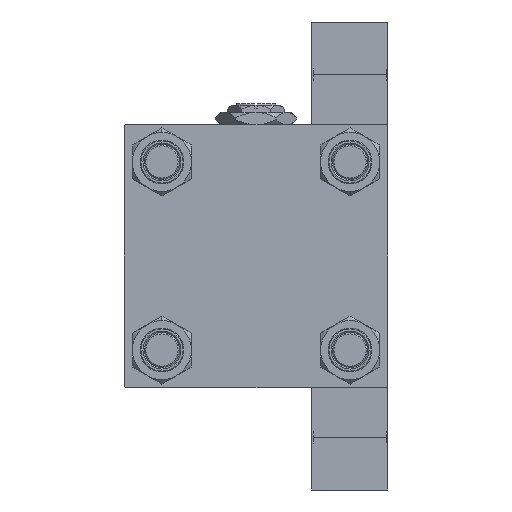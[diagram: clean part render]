
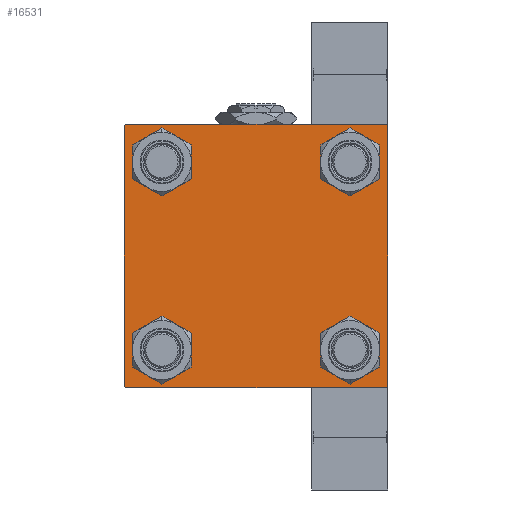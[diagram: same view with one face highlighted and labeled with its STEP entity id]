
A CAD part, left-side view. The second image highlights one B-rep face of the part: STEP entity #16531.
In plain terms, the highlighted planar face has unit normal (-1, 0, 0).
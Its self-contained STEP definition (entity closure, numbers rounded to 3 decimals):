
#32 = DIRECTION ( 'NONE',  ( 0., 0., 1. ) ) ;
#816 = DIRECTION ( 'NONE',  ( 0., 0., 1. ) ) ;
#1056 = VERTEX_POINT ( 'NONE', #48835 ) ;
#1787 = DIRECTION ( 'NONE',  ( 0., 0., 1. ) ) ;
#1864 = ORIENTED_EDGE ( 'NONE', *, *, #29670, .T. ) ;
#2432 = DIRECTION ( 'NONE',  ( 0., 0., 1. ) ) ;
#3468 = AXIS2_PLACEMENT_3D ( 'NONE', #37079, #26515, #1787 ) ;
#3684 = ORIENTED_EDGE ( 'NONE', *, *, #12085, .T. ) ;
#4247 = CARTESIAN_POINT ( 'NONE',  ( 0., 45., 45. ) ) ;
#4655 = EDGE_LOOP ( 'NONE', ( #43985, #23409, #8351, #25697, #43455, #33797, #33878, #40760 ) ) ;
#4669 = PLANE ( 'NONE',  #25673 ) ;
#4835 = CARTESIAN_POINT ( 'NONE',  ( 0., 45., 44.5 ) ) ;
#5203 = EDGE_LOOP ( 'NONE', ( #35728, #13189 ) ) ;
#5238 = EDGE_CURVE ( 'NONE', #36543, #19541, #5317, .T. ) ;
#5317 = LINE ( 'NONE', #49125, #27028 ) ;
#5712 = VECTOR ( 'NONE', #15021, 1000. ) ;
#5926 = AXIS2_PLACEMENT_3D ( 'NONE', #30395, #26276, #49716 ) ;
#7686 = EDGE_CURVE ( 'NONE', #43730, #27404, #26884, .T. ) ;
#8351 = ORIENTED_EDGE ( 'NONE', *, *, #17193, .T. ) ;
#8589 = LINE ( 'NONE', #39773, #18438 ) ;
#8618 = DIRECTION ( 'NONE',  ( 0., -1., 0. ) ) ;
#8666 = LINE ( 'NONE', #24395, #41282 ) ;
#8884 = AXIS2_PLACEMENT_3D ( 'NONE', #49337, #29767, #2432 ) ;
#10284 = CARTESIAN_POINT ( 'NONE',  ( 0., -32.15, -38.65 ) ) ;
#10551 = AXIS2_PLACEMENT_3D ( 'NONE', #17922, #46497, #14058 ) ;
#11434 = VERTEX_POINT ( 'NONE', #18208 ) ;
#11952 = CARTESIAN_POINT ( 'NONE',  ( 0., 44.5, -45. ) ) ;
#11964 = DIRECTION ( 'NONE',  ( 0., 0.707, -0.707 ) ) ;
#12085 = EDGE_CURVE ( 'NONE', #36004, #39110, #26453, .T. ) ;
#12129 = CARTESIAN_POINT ( 'NONE',  ( 0., -32.15, 32.15 ) ) ;
#12199 = CARTESIAN_POINT ( 'NONE',  ( 0., 32.15, -25.65 ) ) ;
#12750 = EDGE_LOOP ( 'NONE', ( #3684, #1864 ) ) ;
#13169 = FACE_BOUND ( 'NONE', #30530, .T. ) ;
#13189 = ORIENTED_EDGE ( 'NONE', *, *, #39999, .T. ) ;
#13593 = EDGE_CURVE ( 'NONE', #24192, #44258, #14990, .T. ) ;
#13718 = EDGE_CURVE ( 'NONE', #20060, #37383, #15859, .T. ) ;
#14058 = DIRECTION ( 'NONE',  ( 0., 0., 1. ) ) ;
#14073 = CARTESIAN_POINT ( 'NONE',  ( 0., -45., 45. ) ) ;
#14990 = CIRCLE ( 'NONE', #3468, 6.5 ) ;
#15021 = DIRECTION ( 'NONE',  ( 0., -0.707, 0.707 ) ) ;
#15219 = DIRECTION ( 'NONE',  ( 0., 0., 1. ) ) ;
#15728 = DIRECTION ( 'NONE',  ( 1., 0., 0. ) ) ;
#15834 = LINE ( 'NONE', #16342, #36435 ) ;
#15859 = LINE ( 'NONE', #4247, #18268 ) ;
#16246 = CARTESIAN_POINT ( 'NONE',  ( 0., 32.15, -38.65 ) ) ;
#16342 = CARTESIAN_POINT ( 'NONE',  ( 0., 44.75, 44.75 ) ) ;
#16531 = ADVANCED_FACE ( 'NONE', ( #36116, #20652, #47712, #13169, #40220 ), #4669, .T. ) ;
#16597 = CARTESIAN_POINT ( 'NONE',  ( 0., -32.15, -25.65 ) ) ;
#16975 = CARTESIAN_POINT ( 'NONE',  ( 0., 32.15, 25.65 ) ) ;
#17193 = EDGE_CURVE ( 'NONE', #18661, #43730, #8666, .T. ) ;
#17922 = CARTESIAN_POINT ( 'NONE',  ( 0., 32.15, 32.15 ) ) ;
#18208 = CARTESIAN_POINT ( 'NONE',  ( 0., 32.15, 38.65 ) ) ;
#18268 = VECTOR ( 'NONE', #8618, 1000. ) ;
#18438 = VECTOR ( 'NONE', #32550, 1000. ) ;
#18661 = VERTEX_POINT ( 'NONE', #11952 ) ;
#19541 = VERTEX_POINT ( 'NONE', #22239 ) ;
#19590 = CARTESIAN_POINT ( 'NONE',  ( 0., 32.15, -32.15 ) ) ;
#20060 = VERTEX_POINT ( 'NONE', #36042 ) ;
#20652 = FACE_BOUND ( 'NONE', #26982, .T. ) ;
#21104 = CIRCLE ( 'NONE', #44984, 6.5 ) ;
#22239 = CARTESIAN_POINT ( 'NONE',  ( 0., 45., -44.5 ) ) ;
#22684 = CARTESIAN_POINT ( 'NONE',  ( 0., -45., -44.5 ) ) ;
#23094 = VECTOR ( 'NONE', #29543, 1000. ) ;
#23225 = AXIS2_PLACEMENT_3D ( 'NONE', #12129, #24743, #32 ) ;
#23409 = ORIENTED_EDGE ( 'NONE', *, *, #28603, .T. ) ;
#24192 = VERTEX_POINT ( 'NONE', #10284 ) ;
#24266 = DIRECTION ( 'NONE',  ( -1., 0., 0. ) ) ;
#24395 = CARTESIAN_POINT ( 'NONE',  ( 0., 45., -45. ) ) ;
#24743 = DIRECTION ( 'NONE',  ( 1., 0., 0. ) ) ;
#25225 = DIRECTION ( 'NONE',  ( 0., -0.707, -0.707 ) ) ;
#25673 = AXIS2_PLACEMENT_3D ( 'NONE', #48220, #24266, #816 ) ;
#25697 = ORIENTED_EDGE ( 'NONE', *, *, #7686, .T. ) ;
#26165 = CIRCLE ( 'NONE', #8884, 6.5 ) ;
#26276 = DIRECTION ( 'NONE',  ( 1., 0., 0. ) ) ;
#26433 = ORIENTED_EDGE ( 'NONE', *, *, #32499, .T. ) ;
#26453 = CIRCLE ( 'NONE', #37951, 6.5 ) ;
#26515 = DIRECTION ( 'NONE',  ( 1., 0., 0. ) ) ;
#26884 = LINE ( 'NONE', #46450, #5712 ) ;
#26982 = EDGE_LOOP ( 'NONE', ( #30299, #27240 ) ) ;
#27028 = VECTOR ( 'NONE', #45515, 1000. ) ;
#27240 = ORIENTED_EDGE ( 'NONE', *, *, #13593, .T. ) ;
#27404 = VERTEX_POINT ( 'NONE', #22684 ) ;
#27947 = EDGE_CURVE ( 'NONE', #30381, #27404, #33398, .T. ) ;
#28537 = DIRECTION ( 'NONE',  ( 0., 0., 1. ) ) ;
#28603 = EDGE_CURVE ( 'NONE', #19541, #18661, #49694, .T. ) ;
#29543 = DIRECTION ( 'NONE',  ( 0., 0., -1. ) ) ;
#29670 = EDGE_CURVE ( 'NONE', #39110, #36004, #21104, .T. ) ;
#29767 = DIRECTION ( 'NONE',  ( 1., 0., 0. ) ) ;
#30299 = ORIENTED_EDGE ( 'NONE', *, *, #40149, .T. ) ;
#30381 = VERTEX_POINT ( 'NONE', #33876 ) ;
#30395 = CARTESIAN_POINT ( 'NONE',  ( 0., -32.15, -32.15 ) ) ;
#30530 = EDGE_LOOP ( 'NONE', ( #31861, #26433 ) ) ;
#31092 = DIRECTION ( 'NONE',  ( 1., 0., 0. ) ) ;
#31861 = ORIENTED_EDGE ( 'NONE', *, *, #34193, .T. ) ;
#32025 = VERTEX_POINT ( 'NONE', #16975 ) ;
#32499 = EDGE_CURVE ( 'NONE', #32025, #11434, #26165, .T. ) ;
#32550 = DIRECTION ( 'NONE',  ( 0., 0.707, 0.707 ) ) ;
#32770 = CIRCLE ( 'NONE', #10551, 6.5 ) ;
#33177 = EDGE_CURVE ( 'NONE', #50560, #1056, #35270, .T. ) ;
#33398 = LINE ( 'NONE', #14073, #23094 ) ;
#33797 = ORIENTED_EDGE ( 'NONE', *, *, #47052, .T. ) ;
#33876 = CARTESIAN_POINT ( 'NONE',  ( 0., -45., 44.5 ) ) ;
#33878 = ORIENTED_EDGE ( 'NONE', *, *, #13718, .F. ) ;
#34193 = EDGE_CURVE ( 'NONE', #11434, #32025, #32770, .T. ) ;
#35048 = VECTOR ( 'NONE', #25225, 1000. ) ;
#35270 = CIRCLE ( 'NONE', #50911, 6.5 ) ;
#35728 = ORIENTED_EDGE ( 'NONE', *, *, #33177, .T. ) ;
#36004 = VERTEX_POINT ( 'NONE', #12199 ) ;
#36042 = CARTESIAN_POINT ( 'NONE',  ( 0., 44.5, 45. ) ) ;
#36116 = FACE_BOUND ( 'NONE', #5203, .T. ) ;
#36435 = VECTOR ( 'NONE', #11964, 1000. ) ;
#36524 = CARTESIAN_POINT ( 'NONE',  ( 0., 32.15, -32.15 ) ) ;
#36543 = VERTEX_POINT ( 'NONE', #4835 ) ;
#37079 = CARTESIAN_POINT ( 'NONE',  ( 0., -32.15, -32.15 ) ) ;
#37383 = VERTEX_POINT ( 'NONE', #39646 ) ;
#37951 = AXIS2_PLACEMENT_3D ( 'NONE', #36524, #44237, #28537 ) ;
#39110 = VERTEX_POINT ( 'NONE', #16246 ) ;
#39310 = CARTESIAN_POINT ( 'NONE',  ( 0., -32.15, 32.15 ) ) ;
#39646 = CARTESIAN_POINT ( 'NONE',  ( 0., -44.5, 45. ) ) ;
#39656 = CIRCLE ( 'NONE', #5926, 6.5 ) ;
#39773 = CARTESIAN_POINT ( 'NONE',  ( 0., -44.75, 44.75 ) ) ;
#39999 = EDGE_CURVE ( 'NONE', #1056, #50560, #46248, .T. ) ;
#40149 = EDGE_CURVE ( 'NONE', #44258, #24192, #39656, .T. ) ;
#40220 = FACE_OUTER_BOUND ( 'NONE', #4655, .T. ) ;
#40604 = DIRECTION ( 'NONE',  ( 0., -1., 0. ) ) ;
#40760 = ORIENTED_EDGE ( 'NONE', *, *, #41163, .T. ) ;
#41163 = EDGE_CURVE ( 'NONE', #20060, #36543, #15834, .T. ) ;
#41282 = VECTOR ( 'NONE', #40604, 1000. ) ;
#43455 = ORIENTED_EDGE ( 'NONE', *, *, #27947, .F. ) ;
#43730 = VERTEX_POINT ( 'NONE', #44065 ) ;
#43947 = DIRECTION ( 'NONE',  ( 0., 0., 1. ) ) ;
#43985 = ORIENTED_EDGE ( 'NONE', *, *, #5238, .T. ) ;
#44065 = CARTESIAN_POINT ( 'NONE',  ( 0., -44.5, -45. ) ) ;
#44237 = DIRECTION ( 'NONE',  ( 1., 0., 0. ) ) ;
#44258 = VERTEX_POINT ( 'NONE', #16597 ) ;
#44801 = CARTESIAN_POINT ( 'NONE',  ( 0., 44.75, -44.75 ) ) ;
#44984 = AXIS2_PLACEMENT_3D ( 'NONE', #19590, #15728, #15219 ) ;
#45515 = DIRECTION ( 'NONE',  ( 0., 0., -1. ) ) ;
#46248 = CIRCLE ( 'NONE', #23225, 6.5 ) ;
#46450 = CARTESIAN_POINT ( 'NONE',  ( 0., -44.75, -44.75 ) ) ;
#46497 = DIRECTION ( 'NONE',  ( 1., 0., 0. ) ) ;
#47052 = EDGE_CURVE ( 'NONE', #30381, #37383, #8589, .T. ) ;
#47338 = CARTESIAN_POINT ( 'NONE',  ( 0., -32.15, 38.65 ) ) ;
#47712 = FACE_BOUND ( 'NONE', #12750, .T. ) ;
#48220 = CARTESIAN_POINT ( 'NONE',  ( 0., 0., 0. ) ) ;
#48835 = CARTESIAN_POINT ( 'NONE',  ( 0., -32.15, 25.65 ) ) ;
#49125 = CARTESIAN_POINT ( 'NONE',  ( 0., 45., 45. ) ) ;
#49337 = CARTESIAN_POINT ( 'NONE',  ( 0., 32.15, 32.15 ) ) ;
#49694 = LINE ( 'NONE', #44801, #35048 ) ;
#49716 = DIRECTION ( 'NONE',  ( 0., 0., 1. ) ) ;
#50560 = VERTEX_POINT ( 'NONE', #47338 ) ;
#50911 = AXIS2_PLACEMENT_3D ( 'NONE', #39310, #31092, #43947 ) ;
